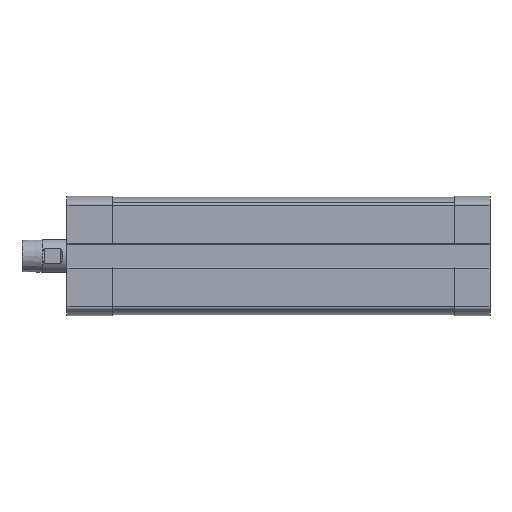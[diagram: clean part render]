
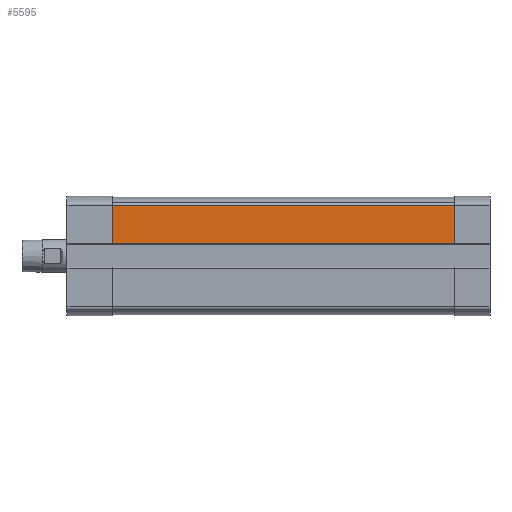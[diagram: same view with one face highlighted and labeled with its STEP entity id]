
A CAD part, left-side view. The second image highlights one B-rep face of the part: STEP entity #5595.
In plain terms, the highlighted planar face has unit normal (-1, 0, 0).
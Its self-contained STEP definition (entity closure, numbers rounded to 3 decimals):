
#228=LINE('',#8995,#664);
#229=LINE('',#8997,#665);
#230=LINE('',#8999,#666);
#231=LINE('',#9001,#667);
#664=VECTOR('',#7089,1000.);
#665=VECTOR('',#7092,1000.);
#666=VECTOR('',#7093,1000.);
#667=VECTOR('',#7094,1000.);
#961=PLANE('',#6097);
#1876=ORIENTED_EDGE('',*,*,#3246,.T.);
#1877=ORIENTED_EDGE('',*,*,#3245,.F.);
#1878=ORIENTED_EDGE('',*,*,#3247,.F.);
#1879=ORIENTED_EDGE('',*,*,#3248,.T.);
#3245=EDGE_CURVE('',#3947,#3946,#228,.T.);
#3246=EDGE_CURVE('',#3948,#3946,#229,.T.);
#3247=EDGE_CURVE('',#3949,#3947,#230,.T.);
#3248=EDGE_CURVE('',#3949,#3948,#231,.T.);
#3946=VERTEX_POINT('',#8992);
#3947=VERTEX_POINT('',#8994);
#3948=VERTEX_POINT('',#8998);
#3949=VERTEX_POINT('',#9000);
#4615=EDGE_LOOP('',(#1876,#1877,#1878,#1879));
#5093=FACE_BOUND('',#4615,.T.);
#5595=ADVANCED_FACE('',(#5093),#961,.F.);
#6097=AXIS2_PLACEMENT_3D('',#8996,#7090,#7091);
#7089=DIRECTION('',(0.,-1.,0.));
#7090=DIRECTION('',(1.,0.,0.));
#7091=DIRECTION('',(0.,0.,-1.));
#7092=DIRECTION('',(0.,0.,1.));
#7093=DIRECTION('',(0.,0.,1.));
#7094=DIRECTION('',(0.,-1.,0.));
#8992=CARTESIAN_POINT('',(-14.25,8.5,12.347));
#8994=CARTESIAN_POINT('',(-14.25,91.5,12.347));
#8995=CARTESIAN_POINT('',(-14.25,91.5,12.347));
#8996=CARTESIAN_POINT('',(-14.25,91.5,3.1));
#8997=CARTESIAN_POINT('',(-14.25,8.5,3.1));
#8998=CARTESIAN_POINT('',(-14.25,8.5,3.1));
#8999=CARTESIAN_POINT('',(-14.25,91.5,3.1));
#9000=CARTESIAN_POINT('',(-14.25,91.5,3.1));
#9001=CARTESIAN_POINT('',(-14.25,91.5,3.1));
